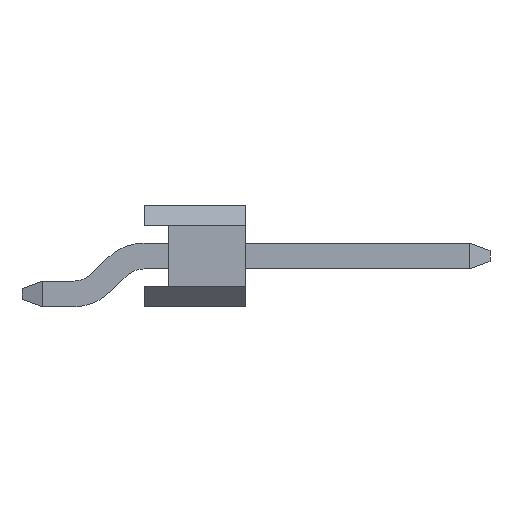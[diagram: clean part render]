
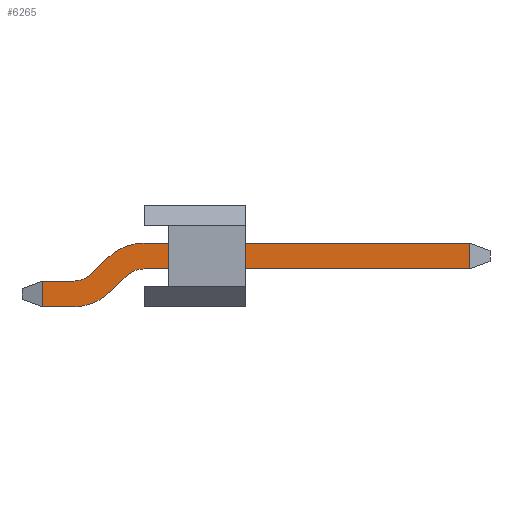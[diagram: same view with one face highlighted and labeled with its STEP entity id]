
A CAD part, front view. The second image highlights one B-rep face of the part: STEP entity #6265.
In plain terms, the highlighted planar face has unit normal (0, -1, 0).
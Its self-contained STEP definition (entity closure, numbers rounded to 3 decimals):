
#6110 = VERTEX_POINT('',#6111);
#6111 = CARTESIAN_POINT('',(2.111,-0.318,0.933));
#6117 = EDGE_CURVE('',#6110,#6118,#6120,.T.);
#6118 = VERTEX_POINT('',#6119);
#6119 = CARTESIAN_POINT('',(10.103,-0.318,0.933));
#6120 = LINE('',#6121,#6122);
#6121 = CARTESIAN_POINT('',(2.111,-0.318,0.933));
#6122 = VECTOR('',#6123,1.);
#6123 = DIRECTION('',(1.,0.,0.));
#6265 = ADVANCED_FACE('',(#6266),#6359,.F.);
#6266 = FACE_BOUND('',#6267,.F.);
#6267 = EDGE_LOOP('',(#6268,#6269,#6278,#6286,#6295,#6303,#6311,#6319,
    #6328,#6336,#6345,#6353));
#6268 = ORIENTED_EDGE('',*,*,#6117,.F.);
#6269 = ORIENTED_EDGE('',*,*,#6270,.T.);
#6270 = EDGE_CURVE('',#6110,#6271,#6273,.T.);
#6271 = VERTEX_POINT('',#6272);
#6272 = CARTESIAN_POINT('',(1.667,-0.318,0.751));
#6273 = CIRCLE('',#6274,0.635);
#6274 = AXIS2_PLACEMENT_3D('',#6275,#6276,#6277);
#6275 = CARTESIAN_POINT('',(2.111,-0.318,0.298));
#6276 = DIRECTION('',(0.,-1.,0.));
#6277 = DIRECTION('',(-1.,0.,0.));
#6278 = ORIENTED_EDGE('',*,*,#6279,.T.);
#6279 = EDGE_CURVE('',#6271,#6280,#6282,.T.);
#6280 = VERTEX_POINT('',#6281);
#6281 = CARTESIAN_POINT('',(1.269,-0.318,0.362));
#6282 = LINE('',#6283,#6284);
#6283 = CARTESIAN_POINT('',(1.667,-0.318,0.751));
#6284 = VECTOR('',#6285,1.);
#6285 = DIRECTION('',(-0.715,0.,
    -0.699));
#6286 = ORIENTED_EDGE('',*,*,#6287,.F.);
#6287 = EDGE_CURVE('',#6288,#6280,#6290,.T.);
#6288 = VERTEX_POINT('',#6289);
#6289 = CARTESIAN_POINT('',(0.381,-0.318,0.));
#6290 = CIRCLE('',#6291,1.27);
#6291 = AXIS2_PLACEMENT_3D('',#6292,#6293,#6294);
#6292 = CARTESIAN_POINT('',(0.381,-0.318,1.27));
#6293 = DIRECTION('',(0.,-1.,0.));
#6294 = DIRECTION('',(-1.,0.,0.));
#6295 = ORIENTED_EDGE('',*,*,#6296,.F.);
#6296 = EDGE_CURVE('',#6297,#6288,#6299,.T.);
#6297 = VERTEX_POINT('',#6298);
#6298 = CARTESIAN_POINT('',(-0.381,-0.318,0.));
#6299 = LINE('',#6300,#6301);
#6300 = CARTESIAN_POINT('',(-0.889,-0.318,0.));
#6301 = VECTOR('',#6302,1.);
#6302 = DIRECTION('',(1.,0.,0.));
#6303 = ORIENTED_EDGE('',*,*,#6304,.F.);
#6304 = EDGE_CURVE('',#6305,#6297,#6307,.T.);
#6305 = VERTEX_POINT('',#6306);
#6306 = CARTESIAN_POINT('',(-0.381,-0.318,0.635));
#6307 = LINE('',#6308,#6309);
#6308 = CARTESIAN_POINT('',(-0.381,-0.318,0.845));
#6309 = VECTOR('',#6310,1.);
#6310 = DIRECTION('',(0.,0.,-1.));
#6311 = ORIENTED_EDGE('',*,*,#6312,.F.);
#6312 = EDGE_CURVE('',#6313,#6305,#6315,.T.);
#6313 = VERTEX_POINT('',#6314);
#6314 = CARTESIAN_POINT('',(0.381,-0.318,0.635));
#6315 = LINE('',#6316,#6317);
#6316 = CARTESIAN_POINT('',(0.381,-0.318,0.635));
#6317 = VECTOR('',#6318,1.);
#6318 = DIRECTION('',(-1.,0.,0.));
#6319 = ORIENTED_EDGE('',*,*,#6320,.T.);
#6320 = EDGE_CURVE('',#6313,#6321,#6323,.T.);
#6321 = VERTEX_POINT('',#6322);
#6322 = CARTESIAN_POINT('',(0.825,-0.318,0.816));
#6323 = CIRCLE('',#6324,0.635);
#6324 = AXIS2_PLACEMENT_3D('',#6325,#6326,#6327);
#6325 = CARTESIAN_POINT('',(0.381,-0.318,1.27));
#6326 = DIRECTION('',(0.,-1.,0.));
#6327 = DIRECTION('',(-1.,0.,0.));
#6328 = ORIENTED_EDGE('',*,*,#6329,.T.);
#6329 = EDGE_CURVE('',#6321,#6330,#6332,.T.);
#6330 = VERTEX_POINT('',#6331);
#6331 = CARTESIAN_POINT('',(1.223,-0.318,1.205));
#6332 = LINE('',#6333,#6334);
#6333 = CARTESIAN_POINT('',(0.825,-0.318,0.816));
#6334 = VECTOR('',#6335,1.);
#6335 = DIRECTION('',(0.715,0.,0.699)
  );
#6336 = ORIENTED_EDGE('',*,*,#6337,.F.);
#6337 = EDGE_CURVE('',#6338,#6330,#6340,.T.);
#6338 = VERTEX_POINT('',#6339);
#6339 = CARTESIAN_POINT('',(2.111,-0.318,1.568));
#6340 = CIRCLE('',#6341,1.27);
#6341 = AXIS2_PLACEMENT_3D('',#6342,#6343,#6344);
#6342 = CARTESIAN_POINT('',(2.111,-0.318,0.298));
#6343 = DIRECTION('',(0.,-1.,0.));
#6344 = DIRECTION('',(-1.,0.,0.));
#6345 = ORIENTED_EDGE('',*,*,#6346,.F.);
#6346 = EDGE_CURVE('',#6347,#6338,#6349,.T.);
#6347 = VERTEX_POINT('',#6348);
#6348 = CARTESIAN_POINT('',(10.103,-0.318,1.568));
#6349 = LINE('',#6350,#6351);
#6350 = CARTESIAN_POINT('',(10.611,-0.318,1.568));
#6351 = VECTOR('',#6352,1.);
#6352 = DIRECTION('',(-1.,0.,0.));
#6353 = ORIENTED_EDGE('',*,*,#6354,.F.);
#6354 = EDGE_CURVE('',#6118,#6347,#6355,.T.);
#6355 = LINE('',#6356,#6357);
#6356 = CARTESIAN_POINT('',(10.103,-0.318,1.311));
#6357 = VECTOR('',#6358,1.);
#6358 = DIRECTION('',(0.,0.,1.));
#6359 = PLANE('',#6360);
#6360 = AXIS2_PLACEMENT_3D('',#6361,#6362,#6363);
#6361 = CARTESIAN_POINT('',(4.774,-0.318,1.055));
#6362 = DIRECTION('',(0.,1.,0.));
#6363 = DIRECTION('',(0.,0.,1.));
